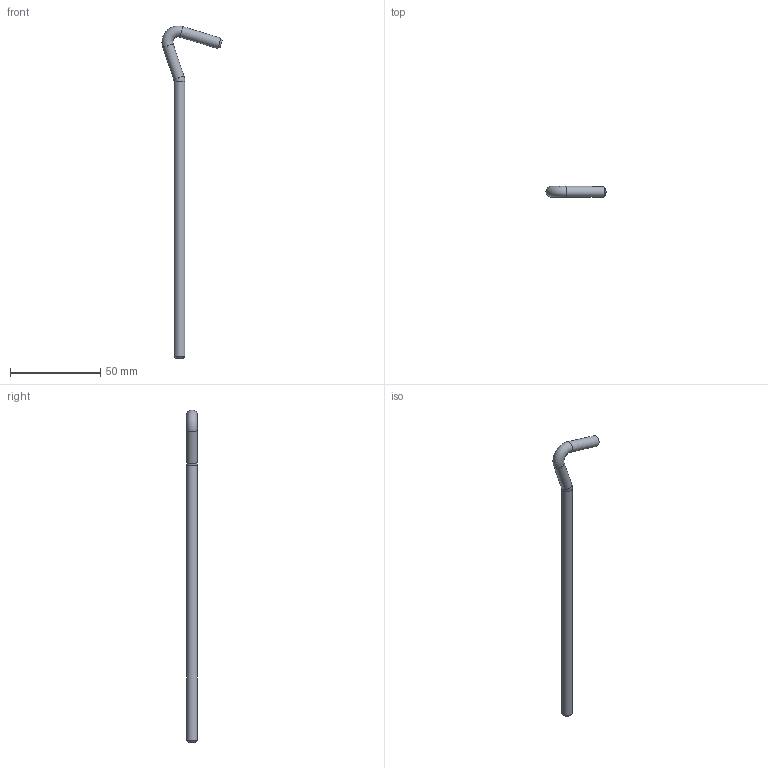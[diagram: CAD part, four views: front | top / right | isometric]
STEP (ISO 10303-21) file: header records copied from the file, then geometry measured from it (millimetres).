
FILE_DESCRIPTION(/* description */ (''),/* implementation_level */ '2;1');
FILE_NAME(/* name */ '6mm tent peg Quecha v2.step',/* time_stamp */ '2019-08-07T14:45:34+07:00',/* author */ (''),/* organization */ (''),/* preprocessor_version */ 'ST-DEVELOPER v18',/* originating_system */ 'Autodesk Translation Framework v8.2.0.1029',/* authorisation */ '');
FILE_SCHEMA (('AUTOMOTIVE_DESIGN { 1 0 10303 214 3 1 1 }'));
Length unit declared in the file: millimetre
Products named in the file (1): 6mm tent peg Quecha
Bounding box: 33.3 x 6 x 183.92 mm (x, y, z)
Volume: 5925.9 mm3; surface area: 3993.6 mm2
Topology: 1 solids, 1 shells, 9 faces, 17 edges, 10 vertices
Faces by surface type: cylinder 3, cone 2, plane 2, torus 2
Full cylindrical faces by diameter (mm): 6 x3
Entity records: 264 total; most frequent: DIRECTION 49, CARTESIAN_POINT 37, ORIENTED_EDGE 34, AXIS2_PLACEMENT_3D 22, EDGE_CURVE 17, CIRCLE 12, VERTEX_POINT 10, FACE_OUTER_BOUND 9
